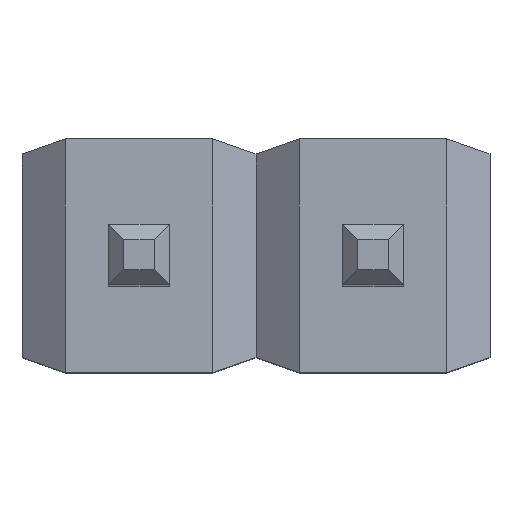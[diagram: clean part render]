
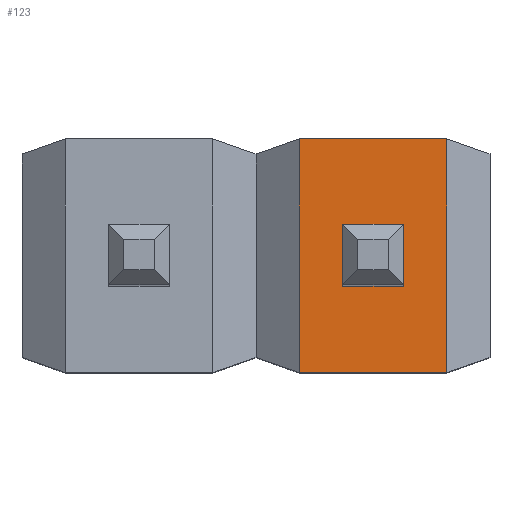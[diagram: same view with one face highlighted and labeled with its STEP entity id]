
A CAD part, top view. The second image highlights one B-rep face of the part: STEP entity #123.
In plain terms, the highlighted planar face has unit normal (0, 0, 1).
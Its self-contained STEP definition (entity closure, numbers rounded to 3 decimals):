
#95=CARTESIAN_POINT('',(3.34,1.27,3.546));
#94=VERTEX_POINT('',#95);
#105=CARTESIAN_POINT('',(3.34,-1.27,3.546));
#104=VERTEX_POINT('',#105);
#103=EDGE_CURVE('',#104,#94,#108,.T.);
#108=LINE('',#105,#110);
#110=VECTOR('',#111,2.54);
#111=DIRECTION('',(0.0,1.0,0.0));
#123=ADVANCED_FACE('',(#129),#124,.T.);
#124=PLANE('',#125);
#125=AXIS2_PLACEMENT_3D('',#126,#127,#128);
#126=CARTESIAN_POINT('',(1.74,-1.27,3.546));
#127=DIRECTION('',(0.0,0.0,1.0));
#128=DIRECTION('',(0.,1.,0.));
#129=FACE_OUTER_BOUND('',#130,.T.);
#130=EDGE_LOOP('',(#131,#141,#151,#161));
#136=CARTESIAN_POINT('',(1.74,-1.27,3.546));
#135=VERTEX_POINT('',#136);
#132=EDGE_CURVE('',#104,#135,#137,.T.);
#137=LINE('',#105,#139);
#139=VECTOR('',#140,1.6);
#140=DIRECTION('',(-1.0,0.0,0.0));
#131=ORIENTED_EDGE('',*,*,#132,.F.);
#141=ORIENTED_EDGE('',*,*,#103,.T.);
#154=CARTESIAN_POINT('',(1.74,1.27,3.546));
#153=VERTEX_POINT('',#154);
#152=EDGE_CURVE('',#153,#94,#157,.T.);
#157=LINE('',#154,#159);
#159=VECTOR('',#160,1.6);
#160=DIRECTION('',(1.0,0.0,0.0));
#151=ORIENTED_EDGE('',*,*,#152,.F.);
#162=EDGE_CURVE('',#135,#153,#167,.T.);
#167=LINE('',#136,#169);
#169=VECTOR('',#170,2.54);
#170=DIRECTION('',(0.0,1.0,0.0));
#161=ORIENTED_EDGE('',*,*,#162,.F.);
